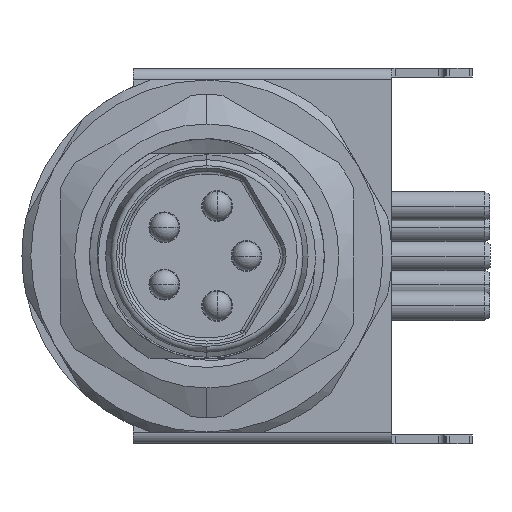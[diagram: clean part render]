
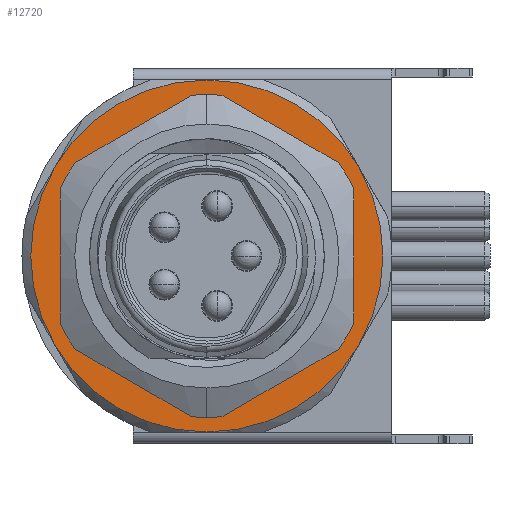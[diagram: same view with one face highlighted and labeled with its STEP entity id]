
A CAD part, left-side view. The second image highlights one B-rep face of the part: STEP entity #12720.
In plain terms, the highlighted planar face has unit normal (-1, 0, 0).
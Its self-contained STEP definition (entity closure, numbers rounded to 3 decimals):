
#6160=CARTESIAN_POINT('',(12.,0.,0.));
#6161=DIRECTION('',(1.,0.,0.));
#6162=DIRECTION('',(0.,-1.,0.));
#6163=AXIS2_PLACEMENT_3D('',#6160,#6161,#6162);
#6180=CARTESIAN_POINT('',(12.,0.,0.));
#6181=DIRECTION('',(1.,0.,0.));
#6182=DIRECTION('',(0.,-0.866,0.5));
#6183=AXIS2_PLACEMENT_3D('',#6180,#6181,#6182);
#6185=CARTESIAN_POINT('',(12.,0.,0.));
#6186=DIRECTION('',(1.,0.,0.));
#6187=DIRECTION('',(0.,-1.,0.));
#6188=AXIS2_PLACEMENT_3D('',#6185,#6186,#6187);
#6190=CARTESIAN_POINT('',(12.,0.,0.));
#6191=DIRECTION('',(1.,0.,0.));
#6192=DIRECTION('',(0.,-0.866,-0.5));
#6193=AXIS2_PLACEMENT_3D('',#6190,#6191,#6192);
#6195=CARTESIAN_POINT('',(12.,0.,0.));
#6196=DIRECTION('',(1.,0.,0.));
#6197=DIRECTION('',(0.,0.,-1.));
#6198=AXIS2_PLACEMENT_3D('',#6195,#6196,#6197);
#6200=CARTESIAN_POINT('',(12.,0.,0.));
#6201=DIRECTION('',(1.,0.,0.));
#6202=DIRECTION('',(0.,0.866,-0.5));
#6203=AXIS2_PLACEMENT_3D('',#6200,#6201,#6202);
#6205=CARTESIAN_POINT('',(12.,0.,0.));
#6206=DIRECTION('',(1.,0.,0.));
#6207=DIRECTION('',(0.,1.,0.));
#6208=AXIS2_PLACEMENT_3D('',#6205,#6206,#6207);
#6210=CARTESIAN_POINT('',(12.,0.,0.));
#6211=DIRECTION('',(1.,0.,0.));
#6212=DIRECTION('',(0.,0.866,0.5));
#6213=AXIS2_PLACEMENT_3D('',#6210,#6211,#6212);
#6215=CARTESIAN_POINT('',(12.,0.,0.));
#6216=DIRECTION('',(1.,0.,0.));
#6217=DIRECTION('',(0.,0.,1.));
#6218=AXIS2_PLACEMENT_3D('',#6215,#6216,#6217);
#6220=CARTESIAN_POINT('',(12.,0.,0.));
#6221=DIRECTION('',(-1.,0.,0.));
#6222=DIRECTION('',(0.,-1.,0.));
#6223=AXIS2_PLACEMENT_3D('',#6220,#6221,#6222);
#6225=CARTESIAN_POINT('',(12.,0.,0.));
#6226=DIRECTION('',(-1.,0.,0.));
#6227=DIRECTION('',(0.,1.,0.));
#6228=AXIS2_PLACEMENT_3D('',#6225,#6226,#6227);
#9048=CARTESIAN_POINT('',(12.,0.,0.));
#9049=DIRECTION('',(1.,0.,0.));
#9050=DIRECTION('',(0.,1.,0.));
#9051=AXIS2_PLACEMENT_3D('',#9048,#9049,#9050);
#10560=CARTESIAN_POINT('',(12.,0.,-6.));
#10561=CARTESIAN_POINT('',(12.,5.196,-3.));
#10562=VERTEX_POINT('',#10560);
#10563=VERTEX_POINT('',#10561);
#10567=CARTESIAN_POINT('',(12.,-5.196,-3.));
#10568=VERTEX_POINT('',#10567);
#10572=CARTESIAN_POINT('',(12.,5.196,3.));
#10573=CARTESIAN_POINT('',(12.,0.,6.));
#10574=VERTEX_POINT('',#10572);
#10575=VERTEX_POINT('',#10573);
#10579=CARTESIAN_POINT('',(12.,-5.196,3.));
#10580=VERTEX_POINT('',#10579);
#10584=CARTESIAN_POINT('',(12.,-6.,0.));
#10585=VERTEX_POINT('',#10584);
#10586=CARTESIAN_POINT('',(12.,6.,0.));
#10587=VERTEX_POINT('',#10586);
#10588=CARTESIAN_POINT('',(12.,-3.8,0.001));
#10589=CARTESIAN_POINT('',(12.,3.8,0.051));
#10590=VERTEX_POINT('',#10588);
#10591=VERTEX_POINT('',#10589);
#10592=CARTESIAN_POINT('',(12.,3.8,-0.001));
#10593=VERTEX_POINT('',#10592);
#10594=CARTESIAN_POINT('',(12.,-3.8,-0.051));
#10595=VERTEX_POINT('',#10594);
#12689=CARTESIAN_POINT('',(12.,0.,0.));
#12690=DIRECTION('',(1.,0.,0.));
#12691=DIRECTION('',(0.,0.,1.));
#12692=AXIS2_PLACEMENT_3D('',#12689,#12690,#12691);
#12693=PLANE('',#12692);
#12695=ORIENTED_EDGE('',*,*,#12694,.T.);
#12697=ORIENTED_EDGE('',*,*,#12696,.T.);
#12699=ORIENTED_EDGE('',*,*,#12698,.T.);
#12701=ORIENTED_EDGE('',*,*,#12700,.T.);
#12703=ORIENTED_EDGE('',*,*,#12702,.T.);
#12705=ORIENTED_EDGE('',*,*,#12704,.T.);
#12707=ORIENTED_EDGE('',*,*,#12706,.T.);
#12709=ORIENTED_EDGE('',*,*,#12708,.T.);
#12710=EDGE_LOOP('',(#12695,#12697,#12699,#12701,#12703,#12705,#12707,#12709));
#12711=FACE_OUTER_BOUND('',#12710,.F.);
#12713=ORIENTED_EDGE('',*,*,#12712,.T.);
#12715=ORIENTED_EDGE('',*,*,#12714,.F.);
#12716=ORIENTED_EDGE('',*,*,#12678,.T.);
#12717=ORIENTED_EDGE('',*,*,#12676,.F.);
#12718=EDGE_LOOP('',(#12713,#12715,#12716,#12717));
#12719=FACE_BOUND('',#12718,.F.);
#6164=CIRCLE('',#6163,3.8);
#6184=CIRCLE('',#6183,6.);
#6189=CIRCLE('',#6188,6.);
#6194=CIRCLE('',#6193,6.);
#6199=CIRCLE('',#6198,6.);
#6204=CIRCLE('',#6203,6.);
#6209=CIRCLE('',#6208,6.);
#6214=CIRCLE('',#6213,6.);
#6219=CIRCLE('',#6218,6.);
#6224=CIRCLE('',#6223,3.8);
#6229=CIRCLE('',#6228,3.8);
#9052=CIRCLE('',#9051,3.8);
#12676=EDGE_CURVE('',#10590,#10595,#6164,.T.);
#12678=EDGE_CURVE('',#10593,#10595,#6229,.T.);
#12694=EDGE_CURVE('',#10580,#10585,#6184,.T.);
#12696=EDGE_CURVE('',#10585,#10568,#6189,.T.);
#12698=EDGE_CURVE('',#10568,#10562,#6194,.T.);
#12700=EDGE_CURVE('',#10562,#10563,#6199,.T.);
#12702=EDGE_CURVE('',#10563,#10587,#6204,.T.);
#12704=EDGE_CURVE('',#10587,#10574,#6209,.T.);
#12706=EDGE_CURVE('',#10574,#10575,#6214,.T.);
#12708=EDGE_CURVE('',#10575,#10580,#6219,.T.);
#12712=EDGE_CURVE('',#10590,#10591,#6224,.T.);
#12714=EDGE_CURVE('',#10593,#10591,#9052,.T.);
#12720=ADVANCED_FACE('',(#12711,#12719),#12693,.F.);
